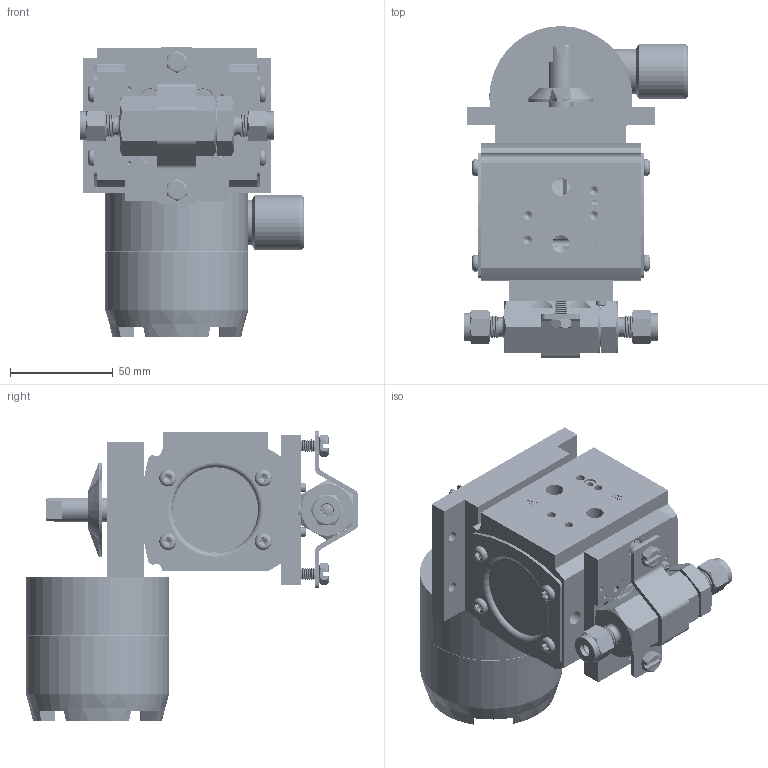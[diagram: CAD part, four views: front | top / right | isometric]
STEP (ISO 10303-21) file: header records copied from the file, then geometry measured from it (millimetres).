
FILE_DESCRIPTION (( 'STEP AP203' ), '1' );
FILE_NAME ('8204XXC4A512DLS.step', '2018-08-30T11:41:47', ( '' ), ( '' ), 'SwSTEP 2.0', 'SolidWorks 2018', '' );
FILE_SCHEMA (( 'CONFIG_CONTROL_DESIGN' ));
Length unit declared in the file: inch
Products named in the file (1): 8204XXC4A512DLS
Bounding box: 109.22 x 161.26 x 140.47 mm (x, y, z)
Volume: 530316.4 mm3; surface area: 203023.9 mm2
Topology: 48 solids, 48 shells, 3642 faces, 9477 edges, 5908 vertices
Faces by surface type: cylinder 1626, cone 1068, plane 688, bspline 137, torus 117, sphere 6
Entity records: 154990 total; most frequent: CARTESIAN_POINT 69613, ORIENTED_EDGE 18646, DIRECTION 17706, EDGE_CURVE 9323, AXIS2_PLACEMENT_3D 7016, VERTEX_POINT 5904, EDGE_LOOP 3889, LINE 3674
